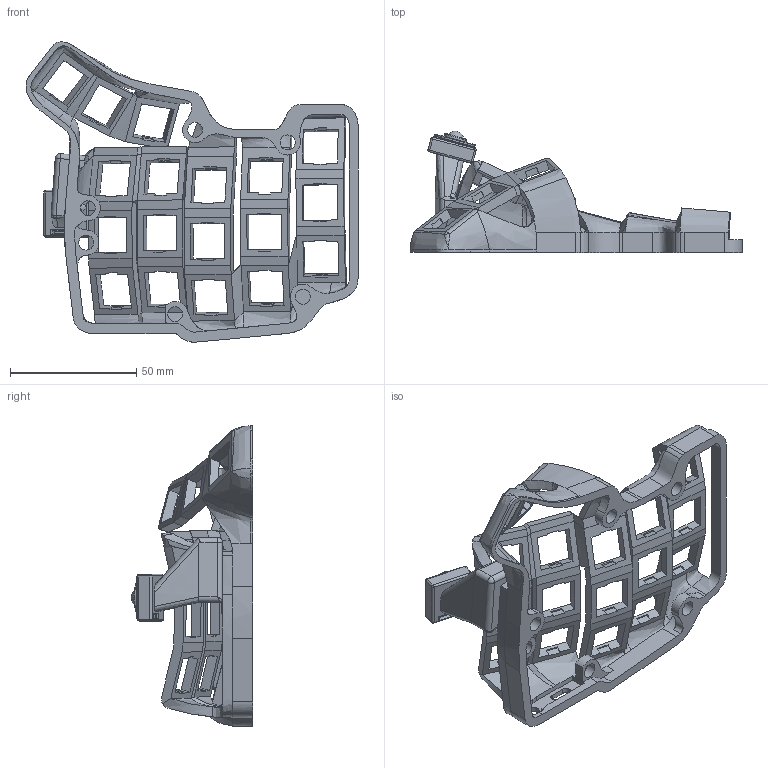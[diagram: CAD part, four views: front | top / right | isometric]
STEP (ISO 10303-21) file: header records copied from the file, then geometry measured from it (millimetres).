
FILE_DESCRIPTION(/* description */ (''),/* implementation_level */ '2;1');
FILE_NAME(/* name */ 'Pixart-PAW3203-0A_skeletyl_mount v2.step',/* time_stamp */ '2021-10-17T08:52:48+02:00',/* author */ (''),/* organization */ (''),/* preprocessor_version */ 'ST-DEVELOPER v18.1',/* originating_system */ 'Autodesk Translation Framework v10.10.0.1391',/* authorisation */ '');
FILE_SCHEMA (('AUTOMOTIVE_DESIGN { 1 0 10303 214 3 1 1 }'));
Length unit declared in the file: millimetre
Products named in the file (5): Pixart-PAW3203-0A_skeletyl_mount; mount; Skeletyl_v3 v7 v2; Trackball Switch Mount_MX Mount; Pixart PAW3204 0A
Assembly tree (4 placements, depth 2):
  Pixart-PAW3203-0A_skeletyl_mount
    mount
    Skeletyl_v3 v7 v2
    Trackball Switch Mount_MX Mount
    Pixart PAW3204 0A
Bounding box: 131.27 x 48.06 x 118.84 mm (x, y, z)
Volume: 47869.7 mm3; surface area: 38612.3 mm2
Topology: 6 solids, 6 shells, 699 faces, 1947 edges, 1242 vertices
Faces by surface type: plane 425, bspline 201, cylinder 49, sphere 13, torus 11
Full cylindrical faces by diameter (mm): 4.95 x1, 5.9 x6, 9 x1, 16.5 x1
Entity records: 35321 total; most frequent: CARTESIAN_POINT 18828, ORIENTED_EDGE 3882, DIRECTION 2593, EDGE_CURVE 1941, LINE 1321, VECTOR 1321, VERTEX_POINT 1242, EDGE_LOOP 759
